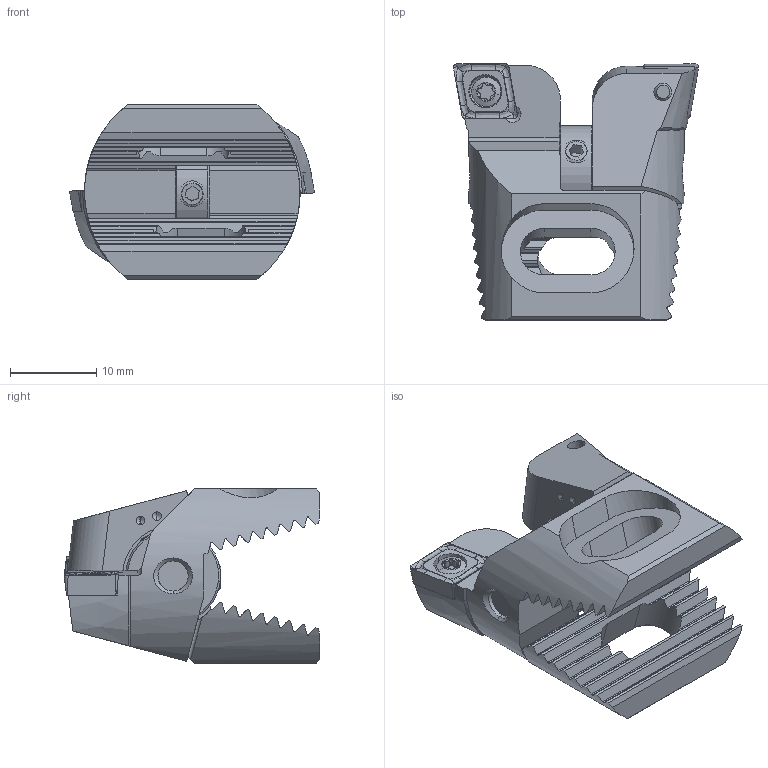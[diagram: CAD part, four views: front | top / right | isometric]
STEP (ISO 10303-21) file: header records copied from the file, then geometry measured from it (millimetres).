
FILE_DESCRIPTION (( 'STEP AP203' ), '1' );
FILE_NAME ('D34.025.031.006.STEP', '2018-03-02T12:38:43', ( 'SWIAdmin' ), ( 'Hewlett-Packard Company' ), 'SwSTEP 2.0', 'SolidWorks 2017', '' );
FILE_SCHEMA (( 'CONFIG_CONTROL_DESIGN' ));
Length unit declared in the file: millimetre
Products named in the file (8): Z25-WCA.001.016_A; ISO 4026 - M3 x 3; Z25-WCA.003.016_A; CCMT060204; WCA-ER2.001.006_A; Z25-ER3.001.023_A; Z25-ER3.002.004_B; D34.025.031.006
Assembly tree (11 placements, depth 2):
  D34.025.031.006
    Z25-WCA.001.016_A
    Z25-WCA.003.016_A
    WCA-ER2.001.006_A  x2
    ISO 4026 - M3 x 3  x3
    CCMT060204  x2
    Z25-ER3.001.023_A
    Z25-ER3.002.004_B
Bounding box: 28.43 x 29.7 x 20.2 mm (x, y, z)
Volume: 5847.7 mm3; surface area: 5400.4 mm2
Topology: 11 solids, 11 shells, 517 faces, 1352 edges, 850 vertices
Faces by surface type: plane 205, cylinder 172, cone 88, torus 24, bspline 24, sphere 4
Entity records: 14944 total; most frequent: CARTESIAN_POINT 4602, ORIENTED_EDGE 2162, DIRECTION 1767, EDGE_CURVE 1081, VERTEX_POINT 694, AXIS2_PLACEMENT_3D 651, LINE 465, VECTOR 465
